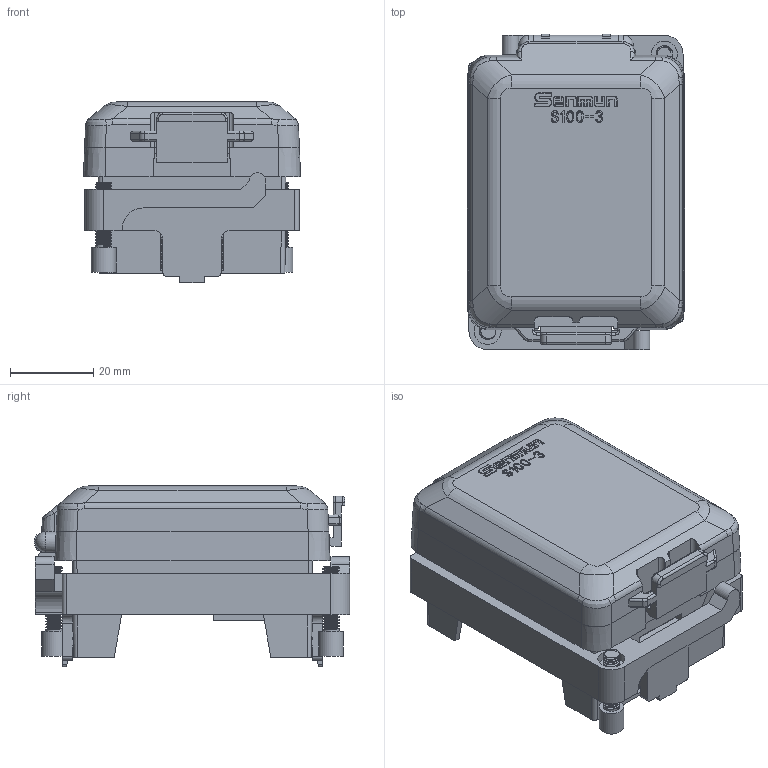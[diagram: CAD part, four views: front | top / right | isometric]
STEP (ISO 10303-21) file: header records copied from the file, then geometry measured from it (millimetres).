
FILE_DESCRIPTION(/* description */ (''),/* implementation_level */ '2;1');
FILE_NAME(/* name */ 'S100-3.stp',/* time_stamp */ '2024-08-13T13:37:47+08:00',/* author */ (''),/* organization */ (''),/* preprocessor_version */ 'ST-DEVELOPER v14',/* originating_system */ 'SIEMENS PLM Software NX 8.0',/* authorisation */ '');
FILE_SCHEMA (('AUTOMOTIVE_DESIGN { 1 0 10303 214 3 1 1 1 }'));
Products named in the file (1): S100-3 3D_stp
Bounding box: 52.19 x 75.85 x 43.66 mm (x, y, z)
Volume: 59649.5 mm3; surface area: 39932.5 mm2
Topology: 4 solids, 9 shells, 1133 faces, 3023 edges, 1939 vertices
Faces by surface type: plane 729, cylinder 230, bspline 71, extrusion 45, cone 38, torus 18, sphere 2
Full cylindrical faces by diameter (mm): 2.8 x2, 3 x1, 4 x2, 6 x2, 6.2 x3, 6.5 x1
Entity records: 54268 total; most frequent: CARTESIAN_POINT 24951, ORIENTED_EDGE 5988, DIRECTION 5327, EDGE_CURVE 2994, VECTOR 2085, LINE 2040, VERTEX_POINT 1932, AXIS2_PLACEMENT_3D 1621
